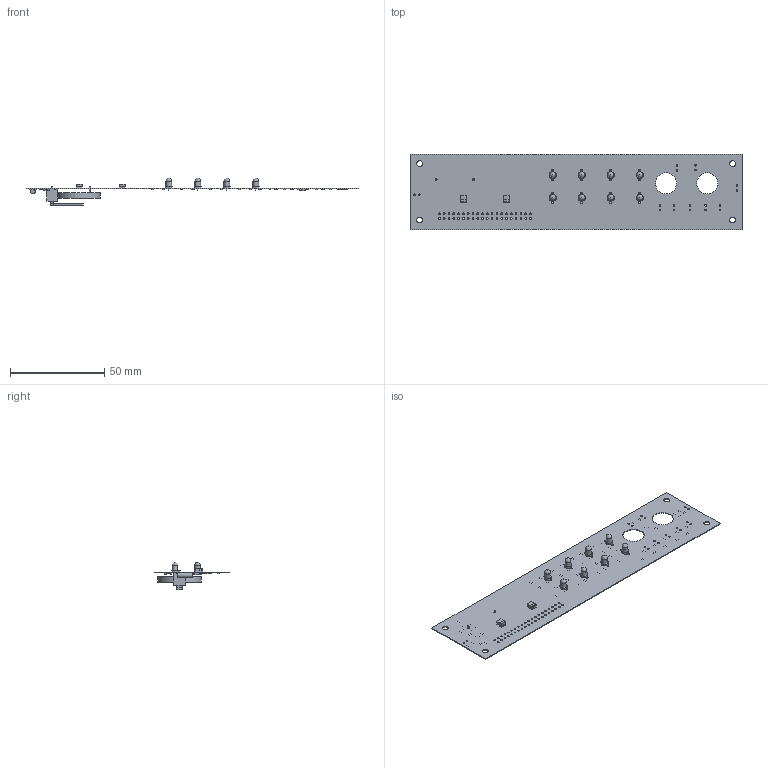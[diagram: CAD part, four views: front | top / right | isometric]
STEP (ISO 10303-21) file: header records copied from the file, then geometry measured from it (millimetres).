
FILE_DESCRIPTION(('Open CASCADE Model'),'2;1');
FILE_NAME('Open CASCADE Shape Model','2017-08-02T20:58:49',('Author'),( 'Open CASCADE'),'Open CASCADE STEP processor 6.8','Open CASCADE 6.8' ,'Unknown');
FILE_SCHEMA(('AUTOMOTIVE_DESIGN { 1 0 10303 214 1 1 1 1 }'));
Length unit declared in the file: millimetre
Products named in the file (121): PCB; Board; CN6; 1021779080; Extruded; 1021779216; 1021779352; 956800928; Cylinder; 1021779624; 956800800; 956800672; U1; 1021780440; D1; 1021780304; X1; 956798112; U2; 1021780984; R50; 1021778944; 1021780712; R49; R48; 1021777856; 1021780032; R47; R46; R45; R44; R43; R42; R41; R40; R39; R38; R37; R36; R35 ...
Assembly tree (333 placements, depth 4):
  PCB
    Board
    CN6
      1021779080
        Extruded
      1021779216
        Extruded
      1021779352
        Extruded
      956800928
        Cylinder
      1021779624
        Extruded
      956800800  x2
        Cylinder
      956800672  x2
        Cylinder
    U1
      1021780440
        Extruded
    D1
      1021780304
        Extruded
    X1
      956798112
        Cylinder
    U2
      1021780984
        Extruded
    R50
      1021778944  x2
        Extruded
      1021780712
        Extruded
    R49
      1021778944  x2
        Extruded
      1021780712
        Extruded
    R48
      1021777856  x2
        Extruded
      1021780032
        Extruded
    R47
      1021777856  x2
        Extruded
      1021780032
        Extruded
    R46
      1021778944  x2
        Extruded
      1021780712
        Extruded
    R45
      1021778944  x2
        Extruded
      1021780712
        Extruded
    R44
Bounding box: 175.9 x 40.01 x 14.61 mm (x, y, z)
Volume: 4948.3 mm3; surface area: 17275.7 mm2
Topology: 238 solids, 238 shells, 1340 faces, 2640 edges, 1760 vertices
Faces by surface type: plane 1196, cylinder 136, sphere 8
Full cylindrical faces by diameter (mm): 0.5 x24, 0.787 x26, 0.8 x4, 0.9 x56, 1.092 x2, 2.6 x1, 3 x12, 3.8 x8, 11.2 x2, 23 x1
Entity records: 17370 total; most frequent: CARTESIAN_POINT 2784, DIRECTION 2747, LINE 1083, VECTOR 1083, ORIENTED_EDGE 990, PCURVE 990, DEFINITIONAL_REPRESENTATION 990, AXIS2_PLACEMENT_3D 742
